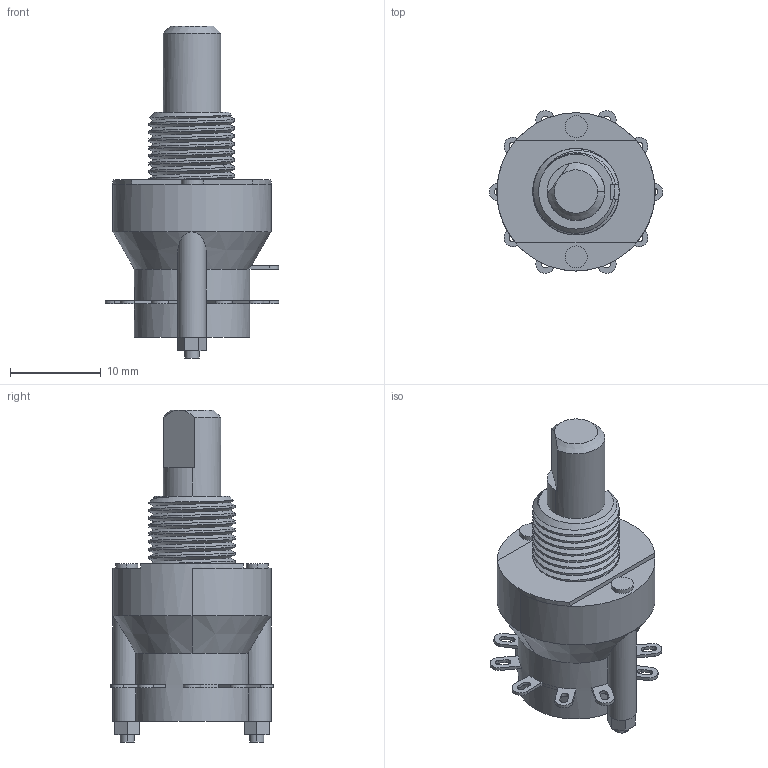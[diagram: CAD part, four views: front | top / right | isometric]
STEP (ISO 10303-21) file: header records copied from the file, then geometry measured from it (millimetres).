
FILE_DESCRIPTION((''),'2;1');
FILE_NAME('71B36-01-2-05N','2015-02-26T',('amercuri'),(''),'PRO/ENGINEER BY PARAMETRIC TECHNOLOGY CORPORATION, 2011490','PRO/ENGINEER BY PARAMETRIC TECHNOLOGY CORPORATION, 2011490','');
FILE_SCHEMA(('CONFIG_CONTROL_DESIGN'));
Length unit declared in the file: inch
Products named in the file (1): 71B36-01-2-05N
Bounding box: 19.13 x 17.95 x 36.6 mm (x, y, z)
Volume: 3919.9 mm3; surface area: 2195.5 mm2
Topology: 1 solids, 3 shells, 620 faces, 1729 edges, 1145 vertices
Faces by surface type: plane 522, cylinder 67, bspline 24, cone 7
Entity records: 24117 total; most frequent: CARTESIAN_POINT 8182, ORIENTED_EDGE 3458, DIRECTION 3003, EDGE_CURVE 1729, VECTOR 1467, LINE 1467, VERTEX_POINT 1145, AXIS2_PLACEMENT_3D 768
